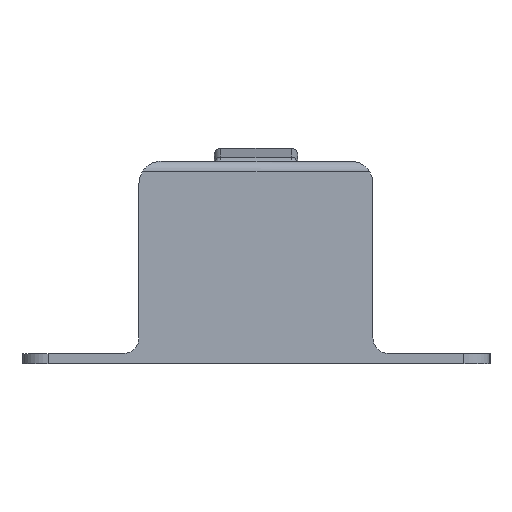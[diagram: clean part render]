
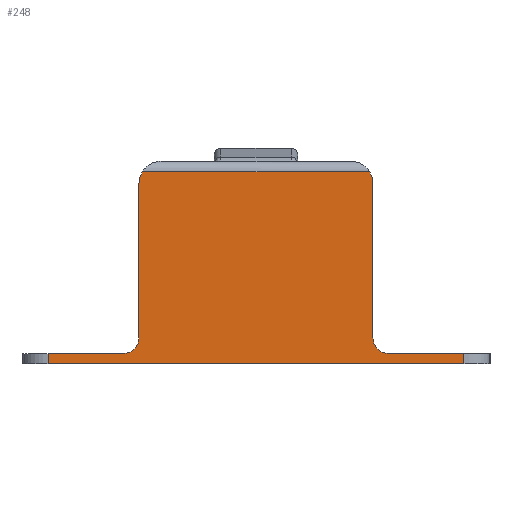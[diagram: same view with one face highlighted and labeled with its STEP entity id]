
A CAD part, left-side view. The second image highlights one B-rep face of the part: STEP entity #248.
In plain terms, the highlighted planar face has unit normal (-1, 0, 0).
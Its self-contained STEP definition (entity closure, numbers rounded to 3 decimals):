
#248=ADVANCED_FACE('',(#1292),#1291,.F.);
#1291=PLANE('',#2208);
#1292=FACE_OUTER_BOUND('',#2209,.T.);
#2205=CARTESIAN_POINT('',(0.,-5.8,15.48));
#2206=DIRECTION('',(1.,0.,0.));
#2207=DIRECTION('',(0.,0.,-1.));
#2208=AXIS2_PLACEMENT_3D('',#2205,#2206,#2207);
#2209=EDGE_LOOP('',(#2853,#2854,#2855,#2856,#2857,#2858,#2859,#2860,#2861,#2862,#2863,#2864));
#2853=ORIENTED_EDGE('',*,*,#3268,.T.);
#2854=ORIENTED_EDGE('',*,*,#3272,.T.);
#2855=ORIENTED_EDGE('',*,*,#3258,.T.);
#2856=ORIENTED_EDGE('',*,*,#3289,.T.);
#2857=ORIENTED_EDGE('',*,*,#3290,.F.);
#2858=ORIENTED_EDGE('',*,*,#3291,.T.);
#2859=ORIENTED_EDGE('',*,*,#3276,.T.);
#2860=ORIENTED_EDGE('',*,*,#3292,.T.);
#2861=ORIENTED_EDGE('',*,*,#3288,.T.);
#2862=ORIENTED_EDGE('',*,*,#3293,.T.);
#2863=ORIENTED_EDGE('',*,*,#3294,.F.);
#2864=ORIENTED_EDGE('',*,*,#3295,.T.);
#3258=EDGE_CURVE('',#4862,#4863,#4864,.T.);
#3268=EDGE_CURVE('',#4931,#4924,#4932,.T.);
#3272=EDGE_CURVE('',#4924,#4862,#4958,.T.);
#3276=EDGE_CURVE('',#4965,#4979,#4986,.T.);
#3288=EDGE_CURVE('',#5049,#5063,#5070,.T.);
#3289=EDGE_CURVE('',#4863,#5076,#5077,.T.);
#3290=EDGE_CURVE('',#5083,#5076,#5084,.T.);
#3291=EDGE_CURVE('',#5083,#4965,#5090,.T.);
#3292=EDGE_CURVE('',#4979,#5049,#5096,.T.);
#3293=EDGE_CURVE('',#5063,#5102,#5103,.T.);
#3294=EDGE_CURVE('',#5109,#5102,#5110,.T.);
#3295=EDGE_CURVE('',#5109,#4931,#5116,.T.);
#4862=VERTEX_POINT('',#6511);
#4863=VERTEX_POINT('',#6512);
#4864=CIRCLE('',#6516,1.75);
#4924=VERTEX_POINT('',#6562);
#4931=VERTEX_POINT('',#6573);
#4932=CIRCLE('',#6577,1.75);
#4958=LINE('',#6597,#6598);
#4965=VERTEX_POINT('',#6601);
#4979=VERTEX_POINT('',#6610);
#4986=LINE('',#6615,#6616);
#5049=VERTEX_POINT('',#6655);
#5063=VERTEX_POINT('',#6664);
#5070=LINE('',#6669,#6670);
#5076=VERTEX_POINT('',#6672);
#5077=LINE('',#6673,#6674);
#5083=VERTEX_POINT('',#6676);
#5084=CIRCLE('',#6680,1.2);
#5090=LINE('',#6681,#6682);
#5096=LINE('',#6684,#6685);
#5102=VERTEX_POINT('',#6687);
#5103=LINE('',#6688,#6689);
#5109=VERTEX_POINT('',#6691);
#5110=CIRCLE('',#6695,1.2);
#5116=LINE('',#6696,#6697);
#6511=CARTESIAN_POINT('',(0.,22.12,14.));
#6512=CARTESIAN_POINT('',(0.,22.4,13.05));
#6513=CARTESIAN_POINT('',(0.,20.65,13.05));
#6514=DIRECTION('',(-1.,0.,0.));
#6515=DIRECTION('',(0.,0.,1.));
#6516=AXIS2_PLACEMENT_3D('',#6513,#6514,#6515);
#6562=CARTESIAN_POINT('',(0.,4.68,14.));
#6573=CARTESIAN_POINT('',(0.,4.4,13.05));
#6574=CARTESIAN_POINT('',(0.,6.15,13.05));
#6575=DIRECTION('',(-1.,0.,0.));
#6576=DIRECTION('',(0.,0.,1.));
#6577=AXIS2_PLACEMENT_3D('',#6574,#6575,#6576);
#6597=CARTESIAN_POINT('',(0.,4.68,14.));
#6598=VECTOR('',#6599,17.439);
#6599=DIRECTION('',(0.,1.,0.));
#6601=CARTESIAN_POINT('',(0.,29.4,0.));
#6610=CARTESIAN_POINT('',(0.,29.4,-0.8));
#6615=CARTESIAN_POINT('',(0.,29.4,0.));
#6616=VECTOR('',#6617,0.8);
#6617=DIRECTION('',(0.,0.,-1.));
#6655=CARTESIAN_POINT('',(0.,-2.6,-0.8));
#6664=CARTESIAN_POINT('',(0.,-2.6,0.));
#6669=CARTESIAN_POINT('',(0.,-2.6,-0.8));
#6670=VECTOR('',#6671,0.8);
#6671=DIRECTION('',(0.,0.,1.));
#6672=CARTESIAN_POINT('',(0.,22.4,1.2));
#6673=CARTESIAN_POINT('',(0.,22.4,13.05));
#6674=VECTOR('',#6675,11.85);
#6675=DIRECTION('',(0.,0.,-1.));
#6676=CARTESIAN_POINT('',(0.,23.6,0.));
#6677=CARTESIAN_POINT('',(0.,23.6,1.2));
#6678=DIRECTION('',(-1.,0.,0.));
#6679=DIRECTION('',(0.,0.,1.));
#6680=AXIS2_PLACEMENT_3D('',#6677,#6678,#6679);
#6681=CARTESIAN_POINT('',(0.,23.6,0.));
#6682=VECTOR('',#6683,5.8);
#6683=DIRECTION('',(0.,1.,0.));
#6684=CARTESIAN_POINT('',(0.,29.4,-0.8));
#6685=VECTOR('',#6686,32.);
#6686=DIRECTION('',(0.,-1.,0.));
#6687=CARTESIAN_POINT('',(0.,3.2,0.));
#6688=CARTESIAN_POINT('',(0.,-2.6,0.));
#6689=VECTOR('',#6690,5.8);
#6690=DIRECTION('',(0.,1.,0.));
#6691=CARTESIAN_POINT('',(0.,4.4,1.2));
#6692=CARTESIAN_POINT('',(0.,3.2,1.2));
#6693=DIRECTION('',(-1.,0.,0.));
#6694=DIRECTION('',(0.,0.,1.));
#6695=AXIS2_PLACEMENT_3D('',#6692,#6693,#6694);
#6696=CARTESIAN_POINT('',(0.,4.4,1.2));
#6697=VECTOR('',#6698,11.85);
#6698=DIRECTION('',(0.,0.,1.));
